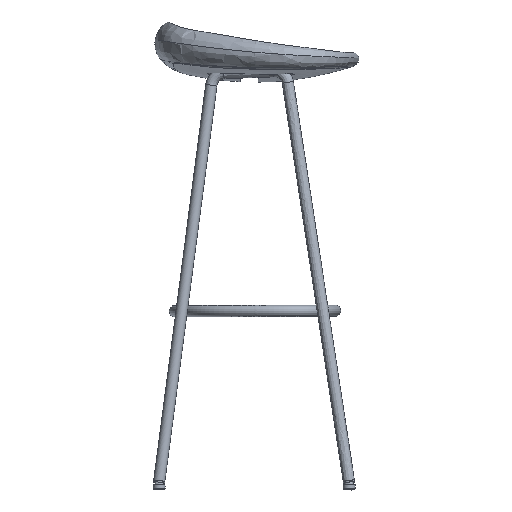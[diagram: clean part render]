
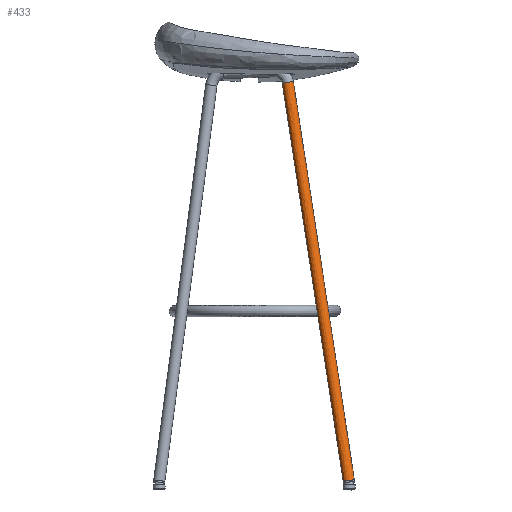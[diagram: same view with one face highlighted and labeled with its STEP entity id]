
A CAD part, left-side view. The second image highlights one B-rep face of the part: STEP entity #433.
In plain terms, the highlighted free-form (B-spline) face has degree [2, 3] with [9, 4] control points.
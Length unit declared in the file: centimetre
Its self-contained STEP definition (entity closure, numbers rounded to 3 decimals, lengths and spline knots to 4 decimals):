
#433=ADVANCED_FACE('',(#512),#1183,.T.);
#512=FACE_OUTER_BOUND('',#600,.T.);
#600=EDGE_LOOP('',(#835,#836,#837,#838));
#835=ORIENTED_EDGE('',*,*,#986,.T.);
#836=ORIENTED_EDGE('',*,*,#977,.T.);
#837=ORIENTED_EDGE('',*,*,#978,.T.);
#838=ORIENTED_EDGE('',*,*,#977,.F.);
#977=EDGE_CURVE('',#1157,#1158,#1065,.T.);
#978=EDGE_CURVE('',#1158,#1158,#1066,.T.);
#986=EDGE_CURVE('',#1157,#1157,#1074,.T.);
#1065=(
BOUNDED_CURVE()
B_SPLINE_CURVE(3,(#24811,#24812,#24813,#24814),.UNSPECIFIED.,.F.,.F.)
B_SPLINE_CURVE_WITH_KNOTS((4,4),(0.,716.152),.UNSPECIFIED.)
CURVE()
GEOMETRIC_REPRESENTATION_ITEM()
RATIONAL_B_SPLINE_CURVE((1.,1.,1.,1.))
REPRESENTATION_ITEM('')
);
#1066=(
BOUNDED_CURVE()
B_SPLINE_CURVE(2,(#24815,#24816,#24817,#24818,#24819,#24820,#24821,#24822,
#24823),.UNSPECIFIED.,.T.,.F.)
B_SPLINE_CURVE_WITH_KNOTS((3,2,2,2,3),(-62.8319,-47.1239,
-31.4159,-15.708,0.),.UNSPECIFIED.)
CURVE()
GEOMETRIC_REPRESENTATION_ITEM()
RATIONAL_B_SPLINE_CURVE((1.,0.707,1.,0.707,1.,0.707,
1.,0.707,1.))
REPRESENTATION_ITEM('')
);
#1074=(
BOUNDED_CURVE()
B_SPLINE_CURVE(2,(#24881,#24882,#24883,#24884,#24885,#24886,#24887,#24888,
#24889,#24890,#24891),.UNSPECIFIED.,.T.,.F.)
B_SPLINE_CURVE_WITH_KNOTS((3,2,2,2,2,3),(0.,15.708,31.4159,
47.1239,47.2002,62.8319),.UNSPECIFIED.)
CURVE()
GEOMETRIC_REPRESENTATION_ITEM()
RATIONAL_B_SPLINE_CURVE((1.,0.707,1.,0.707,1.,0.707,
1.,0.999,0.997,0.709,1.))
REPRESENTATION_ITEM('')
);
#1157=VERTEX_POINT('',#24805);
#1158=VERTEX_POINT('',#24806);
#1183=(
BOUNDED_SURFACE()
B_SPLINE_SURFACE(2,3,((#24534,#24535,#24536,#24537),(#24538,#24539,#24540,
#24541),(#24542,#24543,#24544,#24545),(#24546,#24547,#24548,#24549),(#24550,
#24551,#24552,#24553),(#24554,#24555,#24556,#24557),(#24558,#24559,#24560,
#24561),(#24562,#24563,#24564,#24565),(#24566,#24567,#24568,#24569)),
 .UNSPECIFIED.,.T.,.F.,.F.)
B_SPLINE_SURFACE_WITH_KNOTS((3,2,2,2,3),(4,4),(0.,15.708,31.4159,
47.1239,62.8319),(0.,716.152),.UNSPECIFIED.)
GEOMETRIC_REPRESENTATION_ITEM()
RATIONAL_B_SPLINE_SURFACE(((1.,1.,1.,1.),(0.707,
0.707,0.707,0.707),(1.,1.,1.,
1.),(0.707,0.707,0.707,0.707),
(1.,1.,1.,1.),(0.707,0.707,0.707,
0.707),(1.,1.,1.,1.),(0.707,0.707,
0.707,0.707),(1.,1.,1.,1.)))
REPRESENTATION_ITEM('')
SURFACE()
);
#24534=CARTESIAN_POINT('',(-19.6416,-2.4516,-30.2778));
#24535=CARTESIAN_POINT('',(-17.3573,1.1438,-6.7883));
#24536=CARTESIAN_POINT('',(-15.0731,4.7392,16.7017));
#24537=CARTESIAN_POINT('',(-12.7888,8.3347,40.1912));
#24538=CARTESIAN_POINT('',(-20.637,-2.4371,-30.1832));
#24539=CARTESIAN_POINT('',(-18.3524,1.1588,-6.6897));
#24540=CARTESIAN_POINT('',(-16.0677,4.7549,16.8043));
#24541=CARTESIAN_POINT('',(-13.7831,8.3509,40.2977));
#24542=CARTESIAN_POINT('',(-20.637,-3.4256,-30.0319));
#24543=CARTESIAN_POINT('',(-18.3525,0.1702,-6.5394));
#24544=CARTESIAN_POINT('',(-16.0679,3.7661,16.9535));
#24545=CARTESIAN_POINT('',(-13.7834,7.3619,40.4459));
#24546=CARTESIAN_POINT('',(-20.637,-4.4141,-29.8806));
#24547=CARTESIAN_POINT('',(-18.3526,-0.8184,-6.3892));
#24548=CARTESIAN_POINT('',(-16.0681,2.7773,17.1028));
#24549=CARTESIAN_POINT('',(-13.7837,6.3729,40.5942));
#24550=CARTESIAN_POINT('',(-19.6416,-4.4286,-29.9752));
#24551=CARTESIAN_POINT('',(-17.3575,-0.8335,-6.4877));
#24552=CARTESIAN_POINT('',(-15.0735,2.7616,17.0002));
#24553=CARTESIAN_POINT('',(-12.7895,6.3566,40.4877));
#24554=CARTESIAN_POINT('',(-18.6461,-4.4431,-30.0698));
#24555=CARTESIAN_POINT('',(-16.3625,-0.8486,-6.5863));
#24556=CARTESIAN_POINT('',(-14.0788,2.7459,16.8977));
#24557=CARTESIAN_POINT('',(-11.7952,6.3403,40.3811));
#24558=CARTESIAN_POINT('',(-18.6461,-3.4546,-30.2211));
#24559=CARTESIAN_POINT('',(-16.3624,0.14,-6.7365));
#24560=CARTESIAN_POINT('',(-14.0786,3.7347,16.7484));
#24561=CARTESIAN_POINT('',(-11.7949,7.3293,40.2329));
#24562=CARTESIAN_POINT('',(-18.6461,-2.4661,-30.3724));
#24563=CARTESIAN_POINT('',(-16.3623,1.1287,-6.8868));
#24564=CARTESIAN_POINT('',(-14.0784,4.7235,16.5992));
#24565=CARTESIAN_POINT('',(-11.7946,8.3184,40.0847));
#24566=CARTESIAN_POINT('',(-19.6416,-2.4516,-30.2778));
#24567=CARTESIAN_POINT('',(-17.3573,1.1438,-6.7883));
#24568=CARTESIAN_POINT('',(-15.0731,4.7392,16.7017));
#24569=CARTESIAN_POINT('',(-12.7888,8.3347,40.1912));
#24805=CARTESIAN_POINT('',(-19.6416,-2.4516,-30.2778));
#24806=CARTESIAN_POINT('',(-12.7888,8.3347,40.1912));
#24811=CARTESIAN_POINT('',(-19.6416,-2.4516,-30.2778));
#24812=CARTESIAN_POINT('',(-17.3573,1.1438,-6.7883));
#24813=CARTESIAN_POINT('',(-15.0731,4.7392,16.7017));
#24814=CARTESIAN_POINT('',(-12.7888,8.3347,40.1912));
#24815=CARTESIAN_POINT('',(-12.7888,8.3347,40.1912));
#24816=CARTESIAN_POINT('',(-11.7946,8.3184,40.0847));
#24817=CARTESIAN_POINT('',(-11.7949,7.3293,40.2329));
#24818=CARTESIAN_POINT('',(-11.7952,6.3403,40.3811));
#24819=CARTESIAN_POINT('',(-12.7895,6.3566,40.4877));
#24820=CARTESIAN_POINT('',(-13.7837,6.3729,40.5942));
#24821=CARTESIAN_POINT('',(-13.7834,7.3619,40.4459));
#24822=CARTESIAN_POINT('',(-13.7831,8.3509,40.2977));
#24823=CARTESIAN_POINT('',(-12.7888,8.3347,40.1912));
#24881=CARTESIAN_POINT('',(-19.6416,-2.4516,-30.2778));
#24882=CARTESIAN_POINT('',(-20.637,-2.4371,-30.1832));
#24883=CARTESIAN_POINT('',(-20.637,-3.4256,-30.0319));
#24884=CARTESIAN_POINT('',(-20.637,-4.4141,-29.8806));
#24885=CARTESIAN_POINT('',(-19.6416,-4.4286,-29.9752));
#24886=CARTESIAN_POINT('',(-18.6461,-4.4431,-30.0698));
#24887=CARTESIAN_POINT('',(-18.6461,-3.4546,-30.2211));
#24888=CARTESIAN_POINT('',(-18.6461,-3.4512,-30.2216));
#24889=CARTESIAN_POINT('',(-18.6462,-3.4478,-30.2221));
#24890=CARTESIAN_POINT('',(-18.653,-2.466,-30.3718));
#24891=CARTESIAN_POINT('',(-19.6416,-2.4516,-30.2778));
